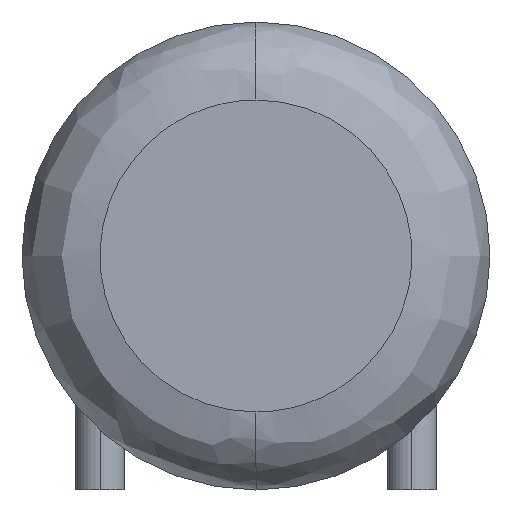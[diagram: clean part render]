
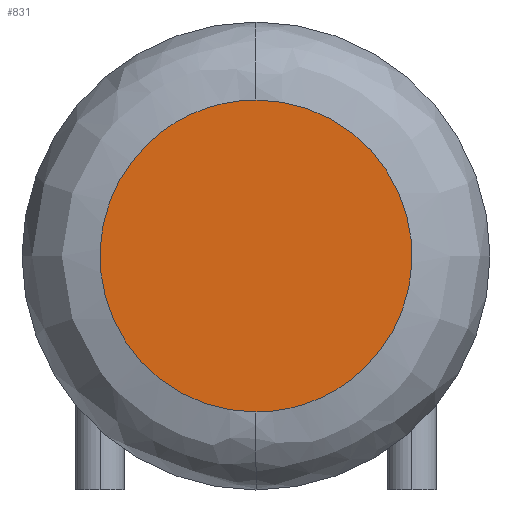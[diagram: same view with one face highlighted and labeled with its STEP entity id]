
A CAD part, front view. The second image highlights one B-rep face of the part: STEP entity #831.
In plain terms, the highlighted planar face has unit normal (0, -1, 0).
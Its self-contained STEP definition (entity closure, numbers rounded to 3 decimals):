
#33 = VERTEX_POINT('',#34);
#34 = CARTESIAN_POINT('',(0.95,-9.53,0.5));
#41 = EDGE_CURVE('',#33,#42,#44,.T.);
#42 = VERTEX_POINT('',#43);
#43 = CARTESIAN_POINT('',(0.95,-9.53,2.5));
#44 = ( BOUNDED_CURVE() B_SPLINE_CURVE(3,(#45,#46,#47,#48),
.UNSPECIFIED.,.F.,.F.) B_SPLINE_CURVE_WITH_KNOTS((4,4),(0.,1.),
.PIECEWISE_BEZIER_KNOTS.) CURVE() GEOMETRIC_REPRESENTATION_ITEM() 
RATIONAL_B_SPLINE_CURVE((1.,0.333,0.333,1.)) 
REPRESENTATION_ITEM('') );
#45 = CARTESIAN_POINT('',(0.95,-9.53,0.5));
#46 = CARTESIAN_POINT('',(-1.05,-9.53,0.5));
#47 = CARTESIAN_POINT('',(-1.05,-9.53,2.5));
#48 = CARTESIAN_POINT('',(0.95,-9.53,2.5));
#778 = EDGE_CURVE('',#42,#33,#779,.T.);
#779 = ( BOUNDED_CURVE() B_SPLINE_CURVE(3,(#780,#781,#782,#783),
.UNSPECIFIED.,.F.,.F.) B_SPLINE_CURVE_WITH_KNOTS((4,4),(0.,1.),
.PIECEWISE_BEZIER_KNOTS.) CURVE() GEOMETRIC_REPRESENTATION_ITEM() 
RATIONAL_B_SPLINE_CURVE((1.,0.333,0.333,1.)) 
REPRESENTATION_ITEM('') );
#780 = CARTESIAN_POINT('',(0.95,-9.53,2.5));
#781 = CARTESIAN_POINT('',(2.95,-9.53,2.5));
#782 = CARTESIAN_POINT('',(2.95,-9.53,0.5));
#783 = CARTESIAN_POINT('',(0.95,-9.53,0.5));
#831 = ADVANCED_FACE('',(#832),#836,.T.);
#832 = FACE_BOUND('',#833,.T.);
#833 = EDGE_LOOP('',(#834,#835));
#834 = ORIENTED_EDGE('',*,*,#778,.F.);
#835 = ORIENTED_EDGE('',*,*,#41,.F.);
#836 = PLANE('',#837);
#837 = AXIS2_PLACEMENT_3D('',#838,#839,#840);
#838 = CARTESIAN_POINT('',(0.95,-9.53,1.5));
#839 = DIRECTION('',(0.,-1.,0.));
#840 = DIRECTION('',(0.,0.,-1.));
